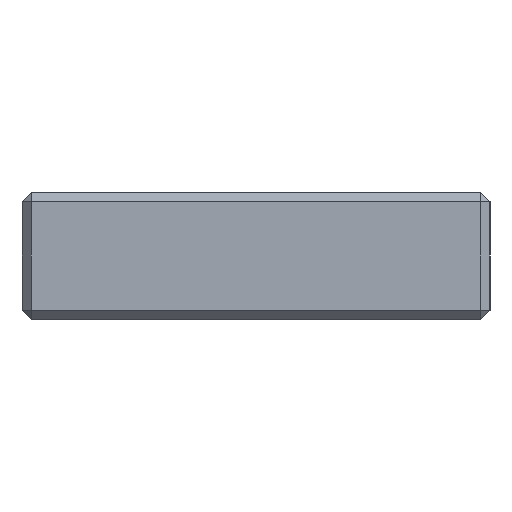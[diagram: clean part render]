
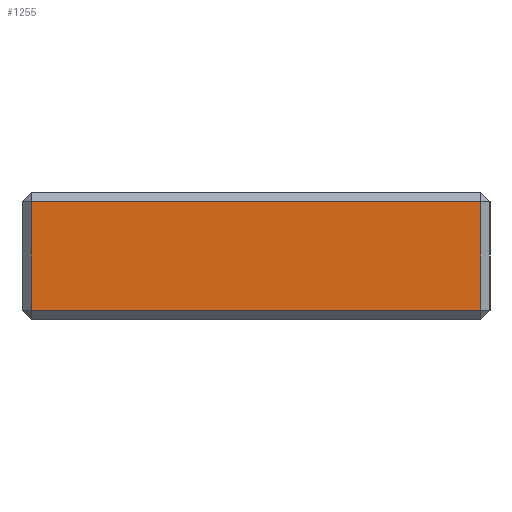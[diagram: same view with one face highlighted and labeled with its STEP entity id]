
A CAD part, left-side view. The second image highlights one B-rep face of the part: STEP entity #1255.
In plain terms, the highlighted planar face has unit normal (-1, 0, 0).
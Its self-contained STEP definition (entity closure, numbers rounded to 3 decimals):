
#132=FACE_OUTER_BOUND('',#224,.T.);
#224=EDGE_LOOP('',(#1015,#1016,#1017,#1018));
#337=LINE('',#1980,#471);
#347=LINE('',#1998,#481);
#356=LINE('',#2012,#490);
#357=LINE('',#2014,#491);
#471=VECTOR('',#1577,10.);
#481=VECTOR('',#1597,10.);
#490=VECTOR('',#1616,10.);
#491=VECTOR('',#1619,10.);
#574=VERTEX_POINT('',#1926);
#580=VERTEX_POINT('',#1943);
#583=VERTEX_POINT('',#1950);
#590=VERTEX_POINT('',#1972);
#715=EDGE_CURVE('',#590,#583,#337,.T.);
#725=EDGE_CURVE('',#580,#590,#347,.T.);
#734=EDGE_CURVE('',#583,#574,#356,.T.);
#735=EDGE_CURVE('',#574,#580,#357,.T.);
#1015=ORIENTED_EDGE('',*,*,#715,.F.);
#1016=ORIENTED_EDGE('',*,*,#725,.F.);
#1017=ORIENTED_EDGE('',*,*,#735,.F.);
#1018=ORIENTED_EDGE('',*,*,#734,.F.);
#1187=PLANE('',#1373);
#1255=ADVANCED_FACE('',(#132),#1187,.T.);
#1373=AXIS2_PLACEMENT_3D('',#2063,#1674,#1675);
#1577=DIRECTION('',(0.,1.,0.));
#1597=DIRECTION('',(0.,0.,-1.));
#1616=DIRECTION('',(0.,0.,1.));
#1619=DIRECTION('',(0.,-1.,0.));
#1674=DIRECTION('center_axis',(-1.,0.,0.));
#1675=DIRECTION('ref_axis',(0.,-1.,0.));
#1926=CARTESIAN_POINT('',(-45.3,-67.376,11.5));
#1943=CARTESIAN_POINT('',(-45.3,-92.357,11.5));
#1950=CARTESIAN_POINT('',(-45.3,-67.376,5.5));
#1972=CARTESIAN_POINT('',(-45.3,-92.357,5.5));
#1980=CARTESIAN_POINT('',(-45.3,-73.371,5.5));
#1998=CARTESIAN_POINT('',(-45.3,-92.357,5.));
#2012=CARTESIAN_POINT('',(-45.3,-67.376,5.));
#2014=CARTESIAN_POINT('',(-45.3,-73.371,11.5));
#2063=CARTESIAN_POINT('Origin',(-45.3,-66.876,5.));
